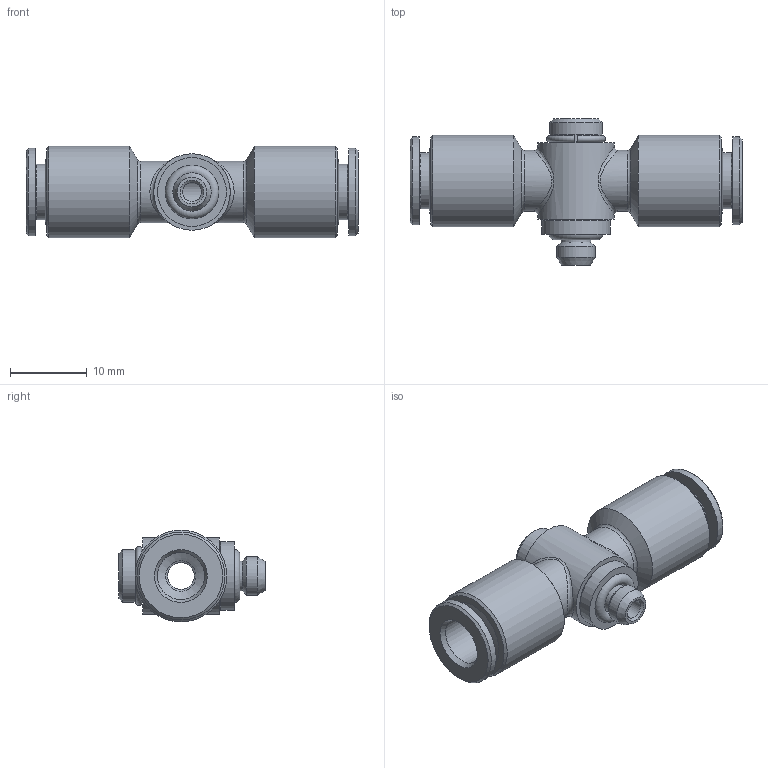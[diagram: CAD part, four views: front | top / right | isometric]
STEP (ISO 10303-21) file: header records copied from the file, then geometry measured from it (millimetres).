
FILE_DESCRIPTION(/* description */ ('STEP AP214'),/* implementation_level */ '2;1');
FILE_NAME(/* name */ 'A0120030',/* time_stamp */ '2023-04-21T12:20:12+02:00',/* author */ ('License CC BY-ND 4.0'),/* organization */ ('CADENAS'),/* preprocessor_version */ 'ST-DEVELOPER v19.3',/* originating_system */ 'PARTsolutions',/* authorisation */ ' ');
FILE_SCHEMA (('AUTOMOTIVE_DESIGN {1 0 10303 214 3 1 1}'));
Length unit declared in the file: millimetre
Products named in the file (3): A0120030; A0120030_PART2; A0120030_PART1
Assembly tree (2 placements, depth 2):
  A0120030
    A0120030_PART2
    A0120030_PART1
Bounding box: 43.4 x 19.1 x 12 mm (x, y, z)
Volume: 3181.6 mm3; surface area: 3144.7 mm2
Topology: 2 solids, 2 shells, 78 faces, 164 edges, 104 vertices
Faces by surface type: plane 30, cone 21, cylinder 19, torus 4, bspline 4
Full cylindrical faces by diameter (mm): 2.5 x1, 3.9 x1, 4 x1, 5 x1, 6.15 x2, 6.3 x1, 6.9 x2, 7.3 x2, 8 x2, 9 x1, 10 x1, 11.5 x2, 12 x2
Entity records: 3106 total; most frequent: CARTESIAN_POINT 1103, DIRECTION 304, ORIENTED_EDGE 210, AXIS2_PLACEMENT_3D 143, FACE_BOUND 141, EDGE_LOOP 140, EDGE_CURVE 105, VERTEX_POINT 90
